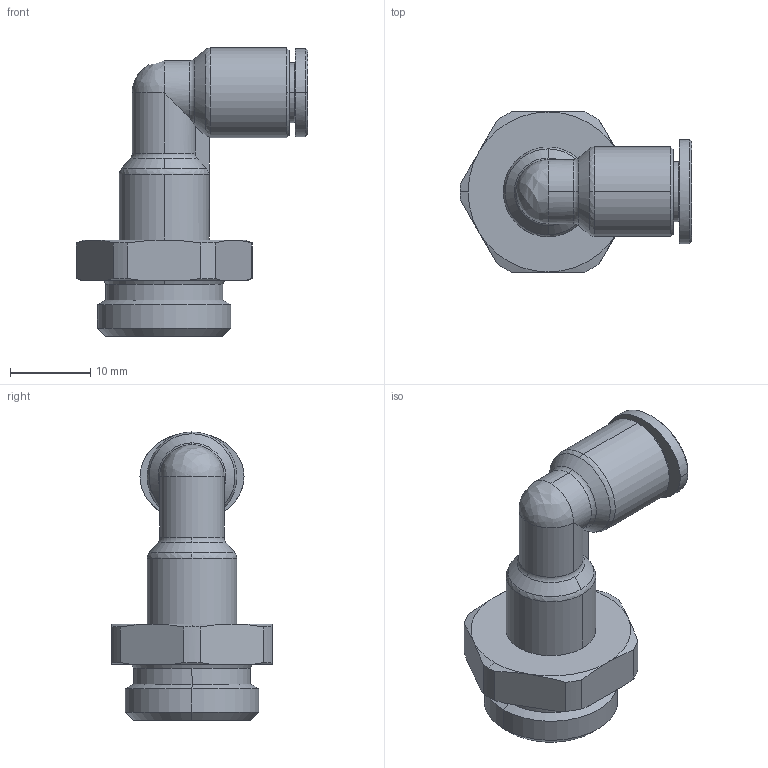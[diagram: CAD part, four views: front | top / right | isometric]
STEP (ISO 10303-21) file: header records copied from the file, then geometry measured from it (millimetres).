
FILE_DESCRIPTION (( 'STEP AP214' ), '1' );
FILE_NAME ('PLLP06-G03.stp', '2015-09-16T07:22:16', ( '' ), ( '' ), 'SwSTEP 2.0', 'SolidWorks 2015', '' );
FILE_SCHEMA (( 'AUTOMOTIVE_DESIGN' ));
Length unit declared in the file: millimetre
Products named in the file (2): ｦ+ﾃｦ1; PLLP06-G03
Assembly tree (1 placements, depth 2):
  PLLP06-G03
    ｦ+ﾃｦ1
Bounding box: 28.95 x 20 x 36 mm (x, y, z)
Volume: 4418.7 mm3; surface area: 3380.5 mm2
Topology: 1 solids, 1 shells, 293 faces, 798 edges, 521 vertices
Faces by surface type: plane 183, bspline 37, cylinder 35, cone 34, torus 4
Entity records: 11316 total; most frequent: CARTESIAN_POINT 3316, ORIENTED_EDGE 1590, DIRECTION 1325, EDGE_CURVE 795, VECTOR 553, LINE 553, VERTEX_POINT 521, AXIS2_PLACEMENT_3D 386
